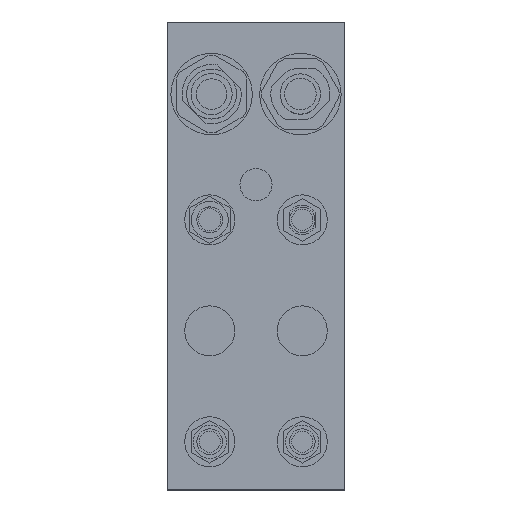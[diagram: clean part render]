
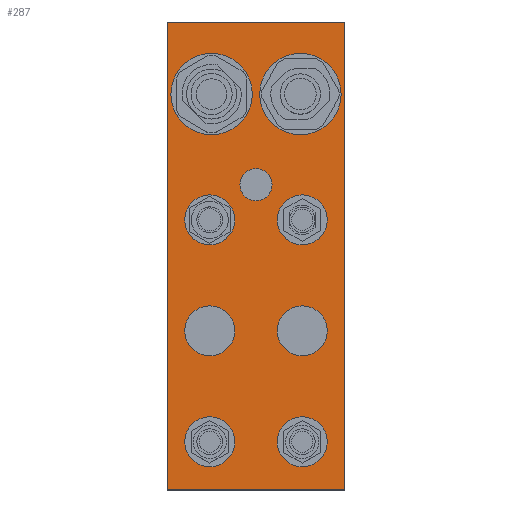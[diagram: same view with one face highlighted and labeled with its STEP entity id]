
A CAD part, top view. The second image highlights one B-rep face of the part: STEP entity #287.
In plain terms, the highlighted planar face has unit normal (0, 0, 1).
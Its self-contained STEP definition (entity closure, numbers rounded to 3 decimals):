
#287=ADVANCED_FACE('NONE',(#671,#672,#673,#674,#675,#676,#677,#678,#679,#680),#681,.T.);
#671=FACE_OUTER_BOUND('',#1100,.T.);
#672=FACE_BOUND('',#1101,.T.);
#673=FACE_BOUND('',#1102,.T.);
#674=FACE_BOUND('',#1103,.T.);
#675=FACE_BOUND('',#1104,.T.);
#676=FACE_BOUND('',#1105,.T.);
#677=FACE_BOUND('',#1106,.T.);
#678=FACE_BOUND('',#1107,.T.);
#679=FACE_BOUND('',#1108,.T.);
#680=FACE_BOUND('',#1109,.T.);
#681=PLANE('',#1110);
#1100=EDGE_LOOP('',(#2417,#2418,#2419,#2420));
#1101=EDGE_LOOP('',(#2421,#2422));
#1102=EDGE_LOOP('',(#2423,#2424));
#1103=EDGE_LOOP('',(#2425,#2426));
#1104=EDGE_LOOP('',(#2427,#2428));
#1105=EDGE_LOOP('',(#2429,#2430));
#1106=EDGE_LOOP('',(#2431,#2432));
#1107=EDGE_LOOP('',(#2433,#2434));
#1108=EDGE_LOOP('',(#2435,#2436));
#1109=EDGE_LOOP('',(#2437,#2438));
#1110=AXIS2_PLACEMENT_3D('',#2439,#2440,#2441);
#2417=ORIENTED_EDGE('',*,*,#3075,.F.);
#2418=ORIENTED_EDGE('',*,*,#3076,.T.);
#2419=ORIENTED_EDGE('',*,*,#3077,.F.);
#2420=ORIENTED_EDGE('',*,*,#3078,.F.);
#2421=ORIENTED_EDGE('',*,*,#3010,.T.);
#2422=ORIENTED_EDGE('',*,*,#3006,.T.);
#2423=ORIENTED_EDGE('',*,*,#3012,.T.);
#2424=ORIENTED_EDGE('',*,*,#3002,.T.);
#2425=ORIENTED_EDGE('',*,*,#3014,.T.);
#2426=ORIENTED_EDGE('',*,*,#2998,.T.);
#2427=ORIENTED_EDGE('',*,*,#3016,.T.);
#2428=ORIENTED_EDGE('',*,*,#2994,.T.);
#2429=ORIENTED_EDGE('',*,*,#3018,.T.);
#2430=ORIENTED_EDGE('',*,*,#2990,.T.);
#2431=ORIENTED_EDGE('',*,*,#3020,.T.);
#2432=ORIENTED_EDGE('',*,*,#2986,.T.);
#2433=ORIENTED_EDGE('',*,*,#3022,.T.);
#2434=ORIENTED_EDGE('',*,*,#2982,.T.);
#2435=ORIENTED_EDGE('',*,*,#3024,.T.);
#2436=ORIENTED_EDGE('',*,*,#2978,.T.);
#2437=ORIENTED_EDGE('',*,*,#3026,.T.);
#2438=ORIENTED_EDGE('',*,*,#2974,.T.);
#2439=CARTESIAN_POINT('',(0.0,126.5,-1.));
#2440=DIRECTION('',(-0.0,0.,1.));
#2441=DIRECTION('',(1.0,0.0,0.0));
#2974=EDGE_CURVE('NONE',#3621,#3618,#3622,.T.);
#2978=EDGE_CURVE('NONE',#3629,#3626,#3630,.T.);
#2982=EDGE_CURVE('NONE',#3637,#3634,#3638,.T.);
#2986=EDGE_CURVE('NONE',#3645,#3642,#3646,.T.);
#2990=EDGE_CURVE('NONE',#3653,#3650,#3654,.T.);
#2994=EDGE_CURVE('NONE',#3661,#3658,#3662,.T.);
#2998=EDGE_CURVE('NONE',#3669,#3666,#3670,.T.);
#3002=EDGE_CURVE('NONE',#3677,#3674,#3678,.T.);
#3006=EDGE_CURVE('NONE',#3685,#3682,#3686,.T.);
#3010=EDGE_CURVE('NONE',#3682,#3685,#3691,.T.);
#3012=EDGE_CURVE('NONE',#3674,#3677,#3693,.T.);
#3014=EDGE_CURVE('NONE',#3666,#3669,#3695,.T.);
#3016=EDGE_CURVE('NONE',#3658,#3661,#3697,.T.);
#3018=EDGE_CURVE('NONE',#3650,#3653,#3699,.T.);
#3020=EDGE_CURVE('NONE',#3642,#3645,#3701,.T.);
#3022=EDGE_CURVE('NONE',#3634,#3637,#3703,.T.);
#3024=EDGE_CURVE('NONE',#3626,#3629,#3705,.T.);
#3026=EDGE_CURVE('NONE',#3618,#3621,#3707,.T.);
#3075=EDGE_CURVE('NONE',#3788,#3789,#3790,.T.);
#3076=EDGE_CURVE('NONE',#3788,#3791,#3792,.T.);
#3077=EDGE_CURVE('NONE',#3793,#3791,#3794,.T.);
#3078=EDGE_CURVE('NONE',#3789,#3793,#3795,.T.);
#3618=VERTEX_POINT('NONE',#4548);
#3621=VERTEX_POINT('',#4552);
#3622=CIRCLE('',#4553,11.005);
#3626=VERTEX_POINT('NONE',#4558);
#3629=VERTEX_POINT('',#4562);
#3630=CIRCLE('',#4563,11.005);
#3634=VERTEX_POINT('NONE',#4568);
#3637=VERTEX_POINT('',#4572);
#3638=CIRCLE('',#4573,6.758);
#3642=VERTEX_POINT('NONE',#4578);
#3645=VERTEX_POINT('',#4582);
#3646=CIRCLE('',#4583,6.758);
#3650=VERTEX_POINT('NONE',#4588);
#3653=VERTEX_POINT('',#4592);
#3654=CIRCLE('',#4593,6.758);
#3658=VERTEX_POINT('NONE',#4598);
#3661=VERTEX_POINT('',#4602);
#3662=CIRCLE('',#4603,6.758);
#3666=VERTEX_POINT('NONE',#4608);
#3669=VERTEX_POINT('',#4612);
#3670=CIRCLE('',#4613,6.758);
#3674=VERTEX_POINT('NONE',#4618);
#3677=VERTEX_POINT('',#4622);
#3678=CIRCLE('',#4623,6.758);
#3682=VERTEX_POINT('NONE',#4628);
#3685=VERTEX_POINT('',#4632);
#3686=CIRCLE('',#4633,4.341);
#3691=CIRCLE('',#4639,4.341);
#3693=CIRCLE('',#4641,6.758);
#3695=CIRCLE('',#4643,6.758);
#3697=CIRCLE('',#4645,6.758);
#3699=CIRCLE('',#4647,6.758);
#3701=CIRCLE('',#4649,6.758);
#3703=CIRCLE('',#4651,6.758);
#3705=CIRCLE('',#4653,11.005);
#3707=CIRCLE('',#4655,11.005);
#3788=VERTEX_POINT('NONE',#4780);
#3789=VERTEX_POINT('NONE',#4781);
#3790=LINE('',#4782,#4783);
#3791=VERTEX_POINT('NONE',#4784);
#3792=LINE('',#4785,#4786);
#3793=VERTEX_POINT('NONE',#4787);
#3794=LINE('',#4788,#4789);
#3795=LINE('',#4790,#4791);
#4548=CARTESIAN_POINT('',(12.0,95.995,-1.));
#4552=CARTESIAN_POINT('',(12.0,118.005,-1.));
#4553=AXIS2_PLACEMENT_3D('',#5463,#5464,#5465);
#4558=CARTESIAN_POINT('',(36.0,95.995,-1.));
#4562=CARTESIAN_POINT('',(36.0,118.005,-1.));
#4563=AXIS2_PLACEMENT_3D('',#5471,#5472,#5473);
#4568=CARTESIAN_POINT('',(11.5,66.242,-1.));
#4572=CARTESIAN_POINT('',(11.5,79.758,-1.));
#4573=AXIS2_PLACEMENT_3D('',#5479,#5480,#5481);
#4578=CARTESIAN_POINT('',(36.5,66.242,-1.));
#4582=CARTESIAN_POINT('',(36.5,79.758,-1.));
#4583=AXIS2_PLACEMENT_3D('',#5487,#5488,#5489);
#4588=CARTESIAN_POINT('',(36.5,36.242,-1.));
#4592=CARTESIAN_POINT('',(36.5,49.758,-1.));
#4593=AXIS2_PLACEMENT_3D('',#5495,#5496,#5497);
#4598=CARTESIAN_POINT('',(11.5,36.242,-1.));
#4602=CARTESIAN_POINT('',(11.5,49.758,-1.));
#4603=AXIS2_PLACEMENT_3D('',#5503,#5504,#5505);
#4608=CARTESIAN_POINT('',(11.5,6.242,-1.));
#4612=CARTESIAN_POINT('',(11.5,19.758,-1.));
#4613=AXIS2_PLACEMENT_3D('',#5511,#5512,#5513);
#4618=CARTESIAN_POINT('',(36.5,6.242,-1.));
#4622=CARTESIAN_POINT('',(36.5,19.758,-1.));
#4623=AXIS2_PLACEMENT_3D('',#5519,#5520,#5521);
#4628=CARTESIAN_POINT('',(24.0,78.159,-1.));
#4632=CARTESIAN_POINT('',(24.0,86.841,-1.));
#4633=AXIS2_PLACEMENT_3D('',#5527,#5528,#5529);
#4639=AXIS2_PLACEMENT_3D('',#5537,#5538,#5539);
#4641=AXIS2_PLACEMENT_3D('',#5543,#5544,#5545);
#4643=AXIS2_PLACEMENT_3D('',#5549,#5550,#5551);
#4645=AXIS2_PLACEMENT_3D('',#5555,#5556,#5557);
#4647=AXIS2_PLACEMENT_3D('',#5561,#5562,#5563);
#4649=AXIS2_PLACEMENT_3D('',#5567,#5568,#5569);
#4651=AXIS2_PLACEMENT_3D('',#5573,#5574,#5575);
#4653=AXIS2_PLACEMENT_3D('',#5579,#5580,#5581);
#4655=AXIS2_PLACEMENT_3D('',#5585,#5586,#5587);
#4780=CARTESIAN_POINT('',(0.0,126.5,-1.));
#4781=CARTESIAN_POINT('',(48.0,126.5,-1.));
#4782=CARTESIAN_POINT('',(0.0,126.5,-1.));
#4783=VECTOR('',#5644,1000.0);
#4784=CARTESIAN_POINT('',(0.0,0.,-1.));
#4785=CARTESIAN_POINT('',(0.0,126.5,-1.));
#4786=VECTOR('',#5645,1000.0);
#4787=CARTESIAN_POINT('',(48.0,0.,-1.));
#4788=CARTESIAN_POINT('',(0.0,0.0,-1.));
#4789=VECTOR('',#5646,1000.0);
#4790=CARTESIAN_POINT('',(48.0,126.5,-1.));
#4791=VECTOR('',#5647,1000.0);
#5463=CARTESIAN_POINT('',(12.0,107.,-1.));
#5464=DIRECTION('',(-0.0,0.,-1.));
#5465=DIRECTION('',(0.0,-1.,0.));
#5471=CARTESIAN_POINT('',(36.0,107.,-1.));
#5472=DIRECTION('',(-0.0,0.,-1.));
#5473=DIRECTION('',(0.0,-1.,0.));
#5479=CARTESIAN_POINT('',(11.5,73.,-1.));
#5480=DIRECTION('',(-0.0,0.,-1.));
#5481=DIRECTION('',(0.0,-1.,0.));
#5487=CARTESIAN_POINT('',(36.5,73.,-1.));
#5488=DIRECTION('',(-0.0,0.,-1.));
#5489=DIRECTION('',(0.0,-1.,0.));
#5495=CARTESIAN_POINT('',(36.5,43.,-1.));
#5496=DIRECTION('',(-0.0,0.,-1.));
#5497=DIRECTION('',(0.0,-1.,0.));
#5503=CARTESIAN_POINT('',(11.5,43.,-1.));
#5504=DIRECTION('',(-0.0,0.,-1.));
#5505=DIRECTION('',(0.0,-1.,0.));
#5511=CARTESIAN_POINT('',(11.5,13.,-1.));
#5512=DIRECTION('',(-0.0,0.,-1.));
#5513=DIRECTION('',(0.0,-1.,0.));
#5519=CARTESIAN_POINT('',(36.5,13.,-1.));
#5520=DIRECTION('',(-0.0,0.,-1.));
#5521=DIRECTION('',(0.0,-1.,0.));
#5527=CARTESIAN_POINT('',(24.0,82.5,-1.));
#5528=DIRECTION('',(-0.0,0.,-1.));
#5529=DIRECTION('',(0.0,-1.,0.));
#5537=CARTESIAN_POINT('',(24.0,82.5,-1.));
#5538=DIRECTION('',(-0.0,0.,-1.));
#5539=DIRECTION('',(0.0,-1.,0.));
#5543=CARTESIAN_POINT('',(36.5,13.,-1.));
#5544=DIRECTION('',(-0.0,0.,-1.));
#5545=DIRECTION('',(0.0,-1.,0.));
#5549=CARTESIAN_POINT('',(11.5,13.,-1.));
#5550=DIRECTION('',(-0.0,0.,-1.));
#5551=DIRECTION('',(0.0,-1.,0.));
#5555=CARTESIAN_POINT('',(11.5,43.,-1.));
#5556=DIRECTION('',(-0.0,0.,-1.));
#5557=DIRECTION('',(0.0,-1.,0.));
#5561=CARTESIAN_POINT('',(36.5,43.,-1.));
#5562=DIRECTION('',(-0.0,0.,-1.));
#5563=DIRECTION('',(0.0,-1.,0.));
#5567=CARTESIAN_POINT('',(36.5,73.,-1.));
#5568=DIRECTION('',(-0.0,0.,-1.));
#5569=DIRECTION('',(0.0,-1.,0.));
#5573=CARTESIAN_POINT('',(11.5,73.,-1.));
#5574=DIRECTION('',(-0.0,0.,-1.));
#5575=DIRECTION('',(0.0,-1.,0.));
#5579=CARTESIAN_POINT('',(36.0,107.,-1.));
#5580=DIRECTION('',(-0.0,0.,-1.));
#5581=DIRECTION('',(0.0,-1.,0.));
#5585=CARTESIAN_POINT('',(12.0,107.,-1.));
#5586=DIRECTION('',(-0.0,0.,-1.));
#5587=DIRECTION('',(0.0,-1.,0.));
#5644=DIRECTION('',(1.0,0.0,0.0));
#5645=DIRECTION('',(0.0,-1.,0.));
#5646=DIRECTION('',(-1.0,-0.0,-0.0));
#5647=DIRECTION('',(0.0,-1.,0.));
